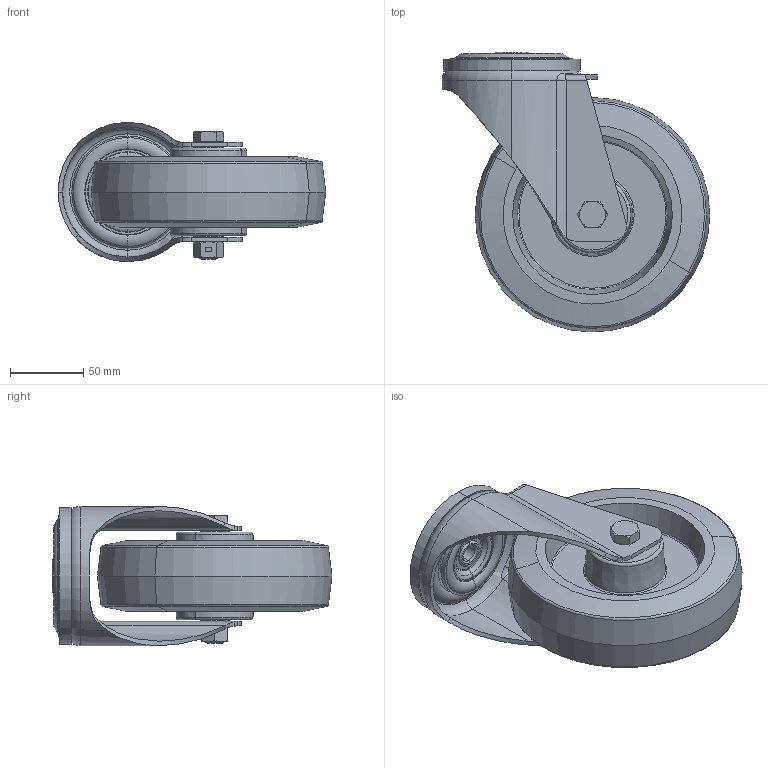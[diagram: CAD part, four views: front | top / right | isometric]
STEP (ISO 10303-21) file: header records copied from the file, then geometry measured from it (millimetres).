
FILE_DESCRIPTION (( 'STEP AP214' ), '1' );
FILE_NAME ('0055788.step', '2023-08-22T10:16:36', ( '' ), ( '' ), 'SwSTEP 2.0', 'SolidWorks 2020', '' );
FILE_SCHEMA (( 'AUTOMOTIVE_DESIGN' ));
Length unit declared in the file: millimetre
Products named in the file (1): 0055788
Bounding box: 182.49 x 190.99 x 95 mm (x, y, z)
Volume: 814240.6 mm3; surface area: 207102.2 mm2
Topology: 16 solids, 17 shells, 353 faces, 770 edges, 442 vertices
Faces by surface type: torus 90, cone 83, plane 75, cylinder 59, sphere 24, bspline 22
Entity records: 16325 total; most frequent: CARTESIAN_POINT 4767, DIRECTION 1706, ORIENTED_EDGE 1444, AXIS2_PLACEMENT_3D 752, EDGE_CURVE 722, CIRCLE 420, VERTEX_POINT 418, EDGE_LOOP 388
